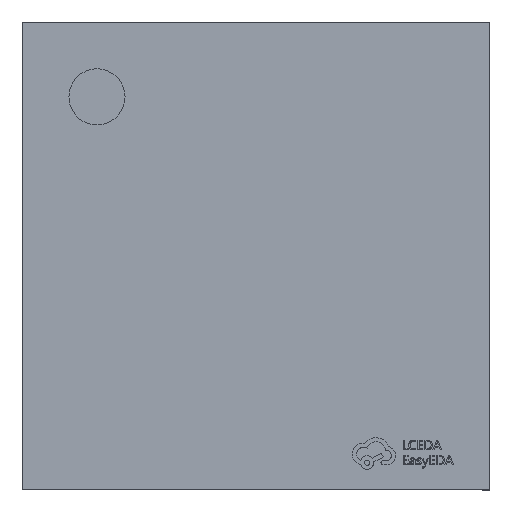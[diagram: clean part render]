
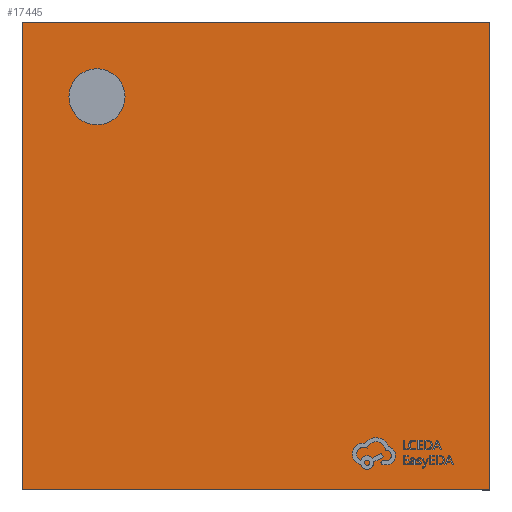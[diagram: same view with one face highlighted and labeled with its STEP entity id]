
A CAD part, top view. The second image highlights one B-rep face of the part: STEP entity #17445.
In plain terms, the highlighted planar face has unit normal (0, 0, 1).
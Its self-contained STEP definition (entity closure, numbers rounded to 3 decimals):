
#109 = VERTEX_POINT ( 'NONE', #958 ) ;
#110 = CARTESIAN_POINT ( 'NONE',  ( 1.25, -1.25, 0.73 ) ) ;
#434 = ORIENTED_EDGE ( 'NONE', *, *, #3076, .T. ) ;
#437 = ORIENTED_EDGE ( 'NONE', *, *, #14035, .T. ) ;
#505 = CIRCLE ( 'NONE', #2849, 0.15 ) ;
#823 = CARTESIAN_POINT ( 'NONE',  ( 1.25, 1.25, 0.73 ) ) ;
#903 = DIRECTION ( 'NONE',  ( 0., 1., 0. ) ) ;
#958 = CARTESIAN_POINT ( 'NONE',  ( -0.85, 1., 0.73 ) ) ;
#1106 = DIRECTION ( 'NONE',  ( 0., -1., 0. ) ) ;
#1634 = CIRCLE ( 'NONE', #14334, 0.15 ) ;
#1652 = EDGE_CURVE ( 'NONE', #14230, #109, #505, .T. ) ;
#1673 = ORIENTED_EDGE ( 'NONE', *, *, #6905, .T. ) ;
#1697 = VERTEX_POINT ( 'NONE', #7371 ) ;
#1839 = CARTESIAN_POINT ( 'NONE',  ( -1.25, -1.25, 0.73 ) ) ;
#2379 = CARTESIAN_POINT ( 'NONE',  ( -1.25, 1.25, 0.73 ) ) ;
#2849 = AXIS2_PLACEMENT_3D ( 'NONE', #13972, #3041, #10168 ) ;
#3041 = DIRECTION ( 'NONE',  ( 0., 0., 1. ) ) ;
#3076 = EDGE_CURVE ( 'NONE', #11038, #7829, #16083, .T. ) ;
#3078 = DIRECTION ( 'NONE',  ( 0., -1., 0. ) ) ;
#3526 = CARTESIAN_POINT ( 'NONE',  ( -0.85, 0.85, 0.73 ) ) ;
#3603 = VECTOR ( 'NONE', #3914, 1000. ) ;
#3914 = DIRECTION ( 'NONE',  ( -1., 0., 0. ) ) ;
#4207 = FACE_BOUND ( 'NONE', #9717, .T. ) ;
#4661 = EDGE_LOOP ( 'NONE', ( #437, #434, #13795, #1673 ) ) ;
#6781 = EDGE_CURVE ( 'NONE', #109, #14230, #1634, .T. ) ;
#6905 = EDGE_CURVE ( 'NONE', #1697, #15787, #10200, .T. ) ;
#7036 = LINE ( 'NONE', #9561, #10821 ) ;
#7371 = CARTESIAN_POINT ( 'NONE',  ( -1.25, 1.25, 0.73 ) ) ;
#7829 = VERTEX_POINT ( 'NONE', #10045 ) ;
#8026 = DIRECTION ( 'NONE',  ( 0., 0., -1. ) ) ;
#8860 = CARTESIAN_POINT ( 'NONE',  ( -1.25, 1.25, 0.73 ) ) ;
#8967 = EDGE_CURVE ( 'NONE', #7829, #1697, #10986, .T. ) ;
#9561 = CARTESIAN_POINT ( 'NONE',  ( -1.25, -1.25, 0.73 ) ) ;
#9717 = EDGE_LOOP ( 'NONE', ( #17725, #11060 ) ) ;
#10045 = CARTESIAN_POINT ( 'NONE',  ( 1.25, 1.25, 0.73 ) ) ;
#10168 = DIRECTION ( 'NONE',  ( 0., -1., 0. ) ) ;
#10200 = LINE ( 'NONE', #8860, #12907 ) ;
#10821 = VECTOR ( 'NONE', #11111, 1000. ) ;
#10986 = LINE ( 'NONE', #2379, #3603 ) ;
#11038 = VERTEX_POINT ( 'NONE', #110 ) ;
#11060 = ORIENTED_EDGE ( 'NONE', *, *, #6781, .F. ) ;
#11111 = DIRECTION ( 'NONE',  ( 1., 0., 0. ) ) ;
#12907 = VECTOR ( 'NONE', #3078, 1000. ) ;
#13538 = DIRECTION ( 'NONE',  ( 0., 1., 0. ) ) ;
#13699 = FACE_OUTER_BOUND ( 'NONE', #4661, .T. ) ;
#13795 = ORIENTED_EDGE ( 'NONE', *, *, #8967, .T. ) ;
#13898 = VECTOR ( 'NONE', #903, 1000. ) ;
#13972 = CARTESIAN_POINT ( 'NONE',  ( -0.85, 0.85, 0.73 ) ) ;
#14035 = EDGE_CURVE ( 'NONE', #15787, #11038, #7036, .T. ) ;
#14230 = VERTEX_POINT ( 'NONE', #15871 ) ;
#14334 = AXIS2_PLACEMENT_3D ( 'NONE', #3526, #14737, #1106 ) ;
#14737 = DIRECTION ( 'NONE',  ( 0., 0., 1. ) ) ;
#15131 = PLANE ( 'NONE',  #17876 ) ;
#15787 = VERTEX_POINT ( 'NONE', #1839 ) ;
#15871 = CARTESIAN_POINT ( 'NONE',  ( -0.85, 0.7, 0.73 ) ) ;
#16083 = LINE ( 'NONE', #823, #13898 ) ;
#16209 = CARTESIAN_POINT ( 'NONE',  ( 0., 0., 0.73 ) ) ;
#17445 = ADVANCED_FACE ( 'NONE', ( #4207, #13699 ), #15131, .F. ) ;
#17725 = ORIENTED_EDGE ( 'NONE', *, *, #1652, .F. ) ;
#17876 = AXIS2_PLACEMENT_3D ( 'NONE', #16209, #8026, #13538 ) ;
